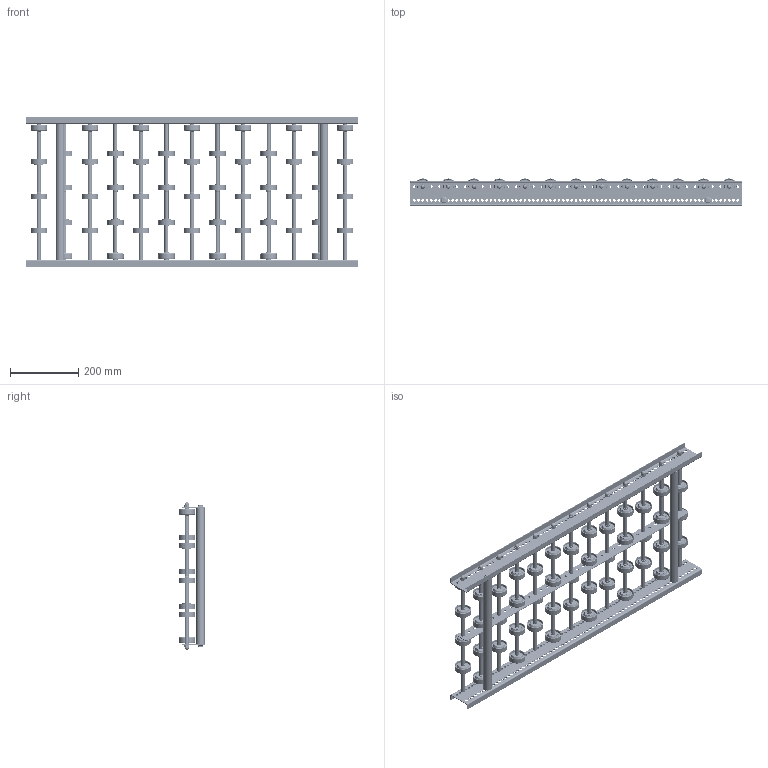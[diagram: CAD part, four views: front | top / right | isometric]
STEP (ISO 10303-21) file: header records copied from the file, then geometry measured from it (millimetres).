
FILE_DESCRIPTION (( 'STEP AP214' ), '1' );
FILE_NAME ('0052315.step', '2021-10-26T13:12:36', ( '' ), ( '' ), 'SwSTEP 2.0', 'SolidWorks 2020', '' );
FILE_SCHEMA (( 'AUTOMOTIVE_DESIGN' ));
Length unit declared in the file: millimetre
Products named in the file (10): 0052315; 0011532_2300-48-8; Profil_LRB-20x70x20x2_KFG_S100213_U-PROFIL-20-70-20-2-LRB-L=975; S100100_Längstraverse-42x2,5_S100101_L„ngstraverse-RB-L975; S100994_Sperrzahnschraube_M08x16-8.8-A2K; Röllchenachse-für-Konfiguration_EL400; S106837_Gewindestange-M8-KFG_L420; Hutmutter_DIN_1587_M8; 0046278_KB-ROHR-12X1,75mm_KFG_L75,5; Traversen_KFG_L400
Assembly tree (57 placements, depth 3):
  0052315
    Profil_LRB-20x70x20x2_KFG_S100213_U-PROFIL-20-70-20-2-LRB-L=975  x2
    S100994_Sperrzahnschraube_M08x16-8.8-A2K  x4
    Traversen_KFG_L400  x2
    Röllchenachse-für-Konfiguration_EL400  x13
      S106837_Gewindestange-M8-KFG_L420
      0011532_2300-48-8
      0046278_KB-ROHR-12X1,75mm_KFG_L75,5
    S100100_Längstraverse-42x2,5_S100101_L„ngstraverse-RB-L975
    Hutmutter_DIN_1587_M8  x26
Bounding box: 975 x 78.97 x 440 mm (x, y, z)
Volume: 2053592.1 mm3; surface area: 1535728.8 mm2
Topology: 156 solids, 156 shells, 5712 faces, 12340 edges, 7372 vertices
Faces by surface type: cylinder 2024, torus 1680, plane 1036, cone 946, bspline 26
Entity records: 21160 total; most frequent: DIRECTION 3817, CARTESIAN_POINT 3691, ORIENTED_EDGE 3180, AXIS2_PLACEMENT_3D 1652, EDGE_CURVE 1590, VERTEX_POINT 1030, EDGE_LOOP 1000, CIRCLE 997
